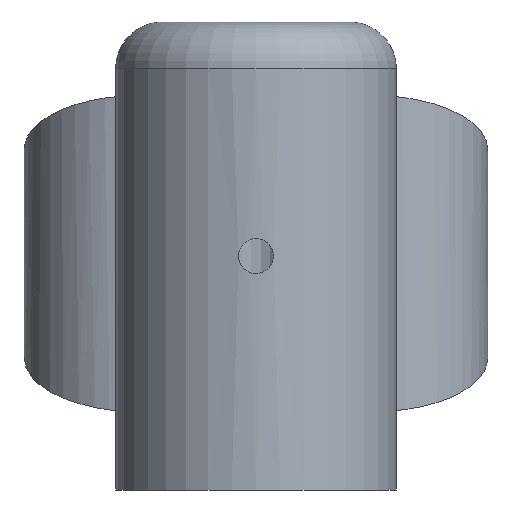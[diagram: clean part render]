
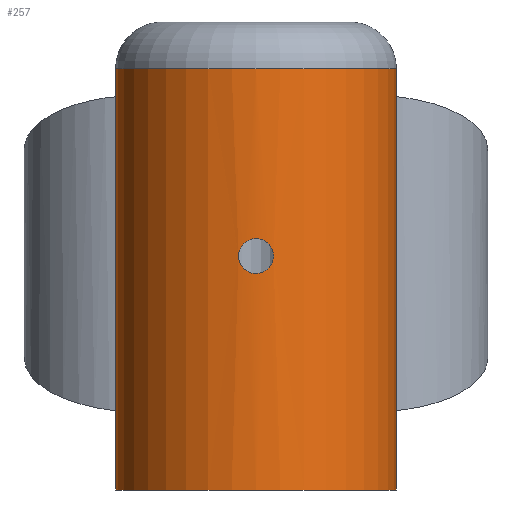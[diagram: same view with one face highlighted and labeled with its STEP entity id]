
A CAD part, left-side view. The second image highlights one B-rep face of the part: STEP entity #257.
In plain terms, the highlighted cylindrical face has radius 6 mm (diameter 12 mm), a full revolution.
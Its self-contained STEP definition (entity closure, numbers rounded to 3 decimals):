
#16=B_SPLINE_CURVE_WITH_KNOTS('',3,(#429,#430,#431,#432,#433,#434,#435,
#436,#437,#438),.UNSPECIFIED.,.F.,.F.,(4,2,2,2,4),(0.339,0.368,
0.396,0.424,0.453),.UNSPECIFIED.);
#17=B_SPLINE_CURVE_WITH_KNOTS('',3,(#440,#441,#442,#443,#444,#445,#446,
#447,#448,#449),.UNSPECIFIED.,.F.,.F.,(4,2,2,2,4),(0.,0.028,
0.057,0.085,0.113),.UNSPECIFIED.);
#18=B_SPLINE_CURVE_WITH_KNOTS('',3,(#453,#454,#455,#456,#457,#458,#459,
#460,#461,#462,#463,#464,#465,#466,#467,#468,#469,#470),.UNSPECIFIED.,.F.,
 .F.,(4,2,2,2,2,2,2,2,4),(0.113,0.141,0.17,
0.198,0.226,0.255,0.283,
0.311,0.339),.UNSPECIFIED.);
#23=FACE_BOUND('',#65,.T.);
#32=CIRCLE('',#294,6.);
#33=CIRCLE('',#296,6.);
#49=FACE_OUTER_BOUND('',#64,.T.);
#64=EDGE_LOOP('',(#197,#198,#199,#200,#201,#202,#203,#204,#205));
#65=EDGE_LOOP('',(#206,#207,#208,#209));
#79=LINE('',#396,#94);
#84=LINE('',#412,#99);
#86=LINE('',#427,#101);
#87=LINE('',#451,#102);
#94=VECTOR('',#319,10.);
#99=VECTOR('',#334,10.);
#101=VECTOR('',#352,6.);
#102=VECTOR('',#353,6.);
#111=ELLIPSE('',#285,6.603,6.);
#113=ELLIPSE('',#297,6.603,6.);
#114=VERTEX_POINT('',#389);
#117=VERTEX_POINT('',#394);
#121=VERTEX_POINT('',#404);
#123=VERTEX_POINT('',#410);
#127=VERTEX_POINT('',#422);
#128=VERTEX_POINT('',#426);
#129=VERTEX_POINT('',#428);
#130=VERTEX_POINT('',#439);
#131=VERTEX_POINT('',#450);
#141=EDGE_CURVE('',#114,#117,#79,.T.);
#146=EDGE_CURVE('',#117,#121,#111,.T.);
#149=EDGE_CURVE('',#121,#123,#84,.T.);
#155=EDGE_CURVE('',#127,#127,#32,.T.);
#156=EDGE_CURVE('',#127,#128,#86,.T.);
#157=EDGE_CURVE('',#128,#129,#16,.T.);
#158=EDGE_CURVE('',#129,#130,#17,.T.);
#159=EDGE_CURVE('',#130,#131,#87,.T.);
#160=EDGE_CURVE('',#131,#131,#33,.T.);
#161=EDGE_CURVE('',#130,#128,#18,.T.);
#162=EDGE_CURVE('',#123,#114,#113,.T.);
#197=ORIENTED_EDGE('',*,*,#155,.F.);
#198=ORIENTED_EDGE('',*,*,#156,.T.);
#199=ORIENTED_EDGE('',*,*,#157,.T.);
#200=ORIENTED_EDGE('',*,*,#158,.T.);
#201=ORIENTED_EDGE('',*,*,#159,.T.);
#202=ORIENTED_EDGE('',*,*,#160,.T.);
#203=ORIENTED_EDGE('',*,*,#159,.F.);
#204=ORIENTED_EDGE('',*,*,#161,.T.);
#205=ORIENTED_EDGE('',*,*,#156,.F.);
#206=ORIENTED_EDGE('',*,*,#162,.T.);
#207=ORIENTED_EDGE('',*,*,#141,.T.);
#208=ORIENTED_EDGE('',*,*,#146,.T.);
#209=ORIENTED_EDGE('',*,*,#149,.T.);
#248=CYLINDRICAL_SURFACE('',#295,6.);
#257=ADVANCED_FACE('',(#49,#23),#248,.T.);
#285=AXIS2_PLACEMENT_3D('',#406,#327,#328);
#294=AXIS2_PLACEMENT_3D('',#424,#348,#349);
#295=AXIS2_PLACEMENT_3D('',#425,#350,#351);
#296=AXIS2_PLACEMENT_3D('',#452,#354,#355);
#297=AXIS2_PLACEMENT_3D('',#471,#356,#357);
#319=DIRECTION('',(0.,0.,-1.));
#327=DIRECTION('center_axis',(0.418,0.,-0.909));
#328=DIRECTION('ref_axis',(0.909,0.,0.418));
#334=DIRECTION('',(0.,0.,1.));
#348=DIRECTION('center_axis',(0.,0.,1.));
#349=DIRECTION('ref_axis',(1.,0.,0.));
#350=DIRECTION('center_axis',(0.,0.,1.));
#351=DIRECTION('ref_axis',(1.,0.,0.));
#352=DIRECTION('',(0.,0.,-1.));
#353=DIRECTION('',(0.,0.,-1.));
#354=DIRECTION('center_axis',(0.,0.,1.));
#355=DIRECTION('ref_axis',(1.,0.,0.));
#356=DIRECTION('center_axis',(0.418,0.,0.909));
#357=DIRECTION('ref_axis',(0.909,0.,-0.418));
#389=CARTESIAN_POINT('',(3.261,5.036,16.866));
#394=CARTESIAN_POINT('',(3.261,5.036,3.334));
#396=CARTESIAN_POINT('',(3.261,5.036,0.));
#404=CARTESIAN_POINT('',(3.261,-5.036,3.334));
#406=CARTESIAN_POINT('Origin',(0.,0.,1.836));
#410=CARTESIAN_POINT('',(3.261,-5.036,16.866));
#412=CARTESIAN_POINT('',(3.261,-5.036,0.));
#422=CARTESIAN_POINT('',(-6.,0.,18.));
#424=CARTESIAN_POINT('Origin',(0.,0.,18.));
#425=CARTESIAN_POINT('Origin',(0.,0.,0.));
#426=CARTESIAN_POINT('',(-6.,0.,10.75));
#427=CARTESIAN_POINT('',(-6.,0.,0.));
#428=CARTESIAN_POINT('',(-5.953,-0.75,10.));
#429=CARTESIAN_POINT('Ctrl Pts',(-6.,0.,10.75));
#430=CARTESIAN_POINT('Ctrl Pts',(-6.,-0.094,10.75));
#431=CARTESIAN_POINT('Ctrl Pts',(-5.998,-0.195,10.731));
#432=CARTESIAN_POINT('Ctrl Pts',(-5.989,-0.38,10.655));
#433=CARTESIAN_POINT('Ctrl Pts',(-5.982,-0.464,10.597));
#434=CARTESIAN_POINT('Ctrl Pts',(-5.971,-0.597,10.464));
#435=CARTESIAN_POINT('Ctrl Pts',(-5.964,-0.655,10.38));
#436=CARTESIAN_POINT('Ctrl Pts',(-5.955,-0.731,10.195));
#437=CARTESIAN_POINT('Ctrl Pts',(-5.953,-0.75,10.094));
#438=CARTESIAN_POINT('Ctrl Pts',(-5.953,-0.75,10.));
#439=CARTESIAN_POINT('',(-6.,0.,9.25));
#440=CARTESIAN_POINT('Ctrl Pts',(-5.953,-0.75,10.));
#441=CARTESIAN_POINT('Ctrl Pts',(-5.953,-0.75,9.906));
#442=CARTESIAN_POINT('Ctrl Pts',(-5.955,-0.731,9.805));
#443=CARTESIAN_POINT('Ctrl Pts',(-5.964,-0.655,9.62));
#444=CARTESIAN_POINT('Ctrl Pts',(-5.971,-0.597,9.536));
#445=CARTESIAN_POINT('Ctrl Pts',(-5.982,-0.464,9.403));
#446=CARTESIAN_POINT('Ctrl Pts',(-5.989,-0.38,9.345));
#447=CARTESIAN_POINT('Ctrl Pts',(-5.998,-0.195,9.269));
#448=CARTESIAN_POINT('Ctrl Pts',(-6.,-0.094,9.25));
#449=CARTESIAN_POINT('Ctrl Pts',(-6.,0.,9.25));
#450=CARTESIAN_POINT('',(-6.,0.,0.));
#451=CARTESIAN_POINT('',(-6.,0.,0.));
#452=CARTESIAN_POINT('Origin',(0.,0.,0.));
#453=CARTESIAN_POINT('Ctrl Pts',(-6.,0.,9.25));
#454=CARTESIAN_POINT('Ctrl Pts',(-6.,0.094,9.25));
#455=CARTESIAN_POINT('Ctrl Pts',(-5.998,0.195,9.269));
#456=CARTESIAN_POINT('Ctrl Pts',(-5.989,0.38,9.345));
#457=CARTESIAN_POINT('Ctrl Pts',(-5.982,0.464,9.403));
#458=CARTESIAN_POINT('Ctrl Pts',(-5.971,0.597,9.536));
#459=CARTESIAN_POINT('Ctrl Pts',(-5.964,0.655,9.62));
#460=CARTESIAN_POINT('Ctrl Pts',(-5.955,0.731,9.805));
#461=CARTESIAN_POINT('Ctrl Pts',(-5.953,0.75,9.906));
#462=CARTESIAN_POINT('Ctrl Pts',(-5.953,0.75,10.094));
#463=CARTESIAN_POINT('Ctrl Pts',(-5.955,0.731,10.195));
#464=CARTESIAN_POINT('Ctrl Pts',(-5.964,0.655,10.38));
#465=CARTESIAN_POINT('Ctrl Pts',(-5.971,0.597,10.464));
#466=CARTESIAN_POINT('Ctrl Pts',(-5.982,0.464,10.597));
#467=CARTESIAN_POINT('Ctrl Pts',(-5.989,0.38,10.655));
#468=CARTESIAN_POINT('Ctrl Pts',(-5.998,0.195,10.731));
#469=CARTESIAN_POINT('Ctrl Pts',(-6.,0.094,10.75));
#470=CARTESIAN_POINT('Ctrl Pts',(-6.,0.,10.75));
#471=CARTESIAN_POINT('Origin',(0.,0.,18.364));
